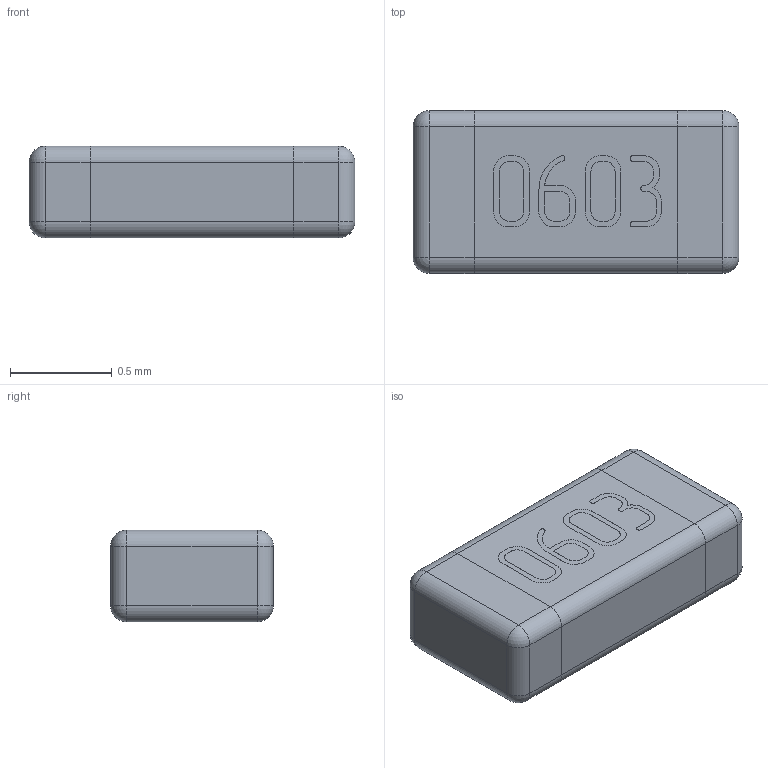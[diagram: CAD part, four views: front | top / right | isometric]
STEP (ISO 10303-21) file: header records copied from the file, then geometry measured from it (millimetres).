
FILE_DESCRIPTION(('HOOPS Exchange Step'),'2;1');
FILE_NAME('temp_export','2025-06-26T08:54:35+07:00',('Admin'),('Shapr3D Limited'),'HOOPS Exchange 2024.8','Shapr3D','Authorized');
FILE_SCHEMA( ('AP242_MANAGED_MODEL_BASED_3D_ENGINEERING_MIM_LF {1 0 10303 442 1 1 4}') );
Length unit declared in the file: millimetre
Products named in the file (5): Äåòàëü2; Äåòàëü1; 0603.STEP; root
Assembly tree (4 placements, depth 3):
  root
    0603.STEP
      Äåòàëü2
      Äåòàëü2
      Äåòàëü1
Bounding box: 1.6 x 0.8 x 0.45 mm (x, y, z)
Volume: 0.6 mm3; surface area: 5.7 mm2
Topology: 3 solids, 3 shells, 128 faces, 329 edges, 206 vertices
Faces by surface type: plane 59, bspline 41, cylinder 20, sphere 8
Entity records: 5942 total; most frequent: CARTESIAN_POINT 2976, ORIENTED_EDGE 642, DIRECTION 473, EDGE_CURVE 321, VERTEX_POINT 206, VECTOR 199, LINE 199, AXIS2_PLACEMENT_3D 137
